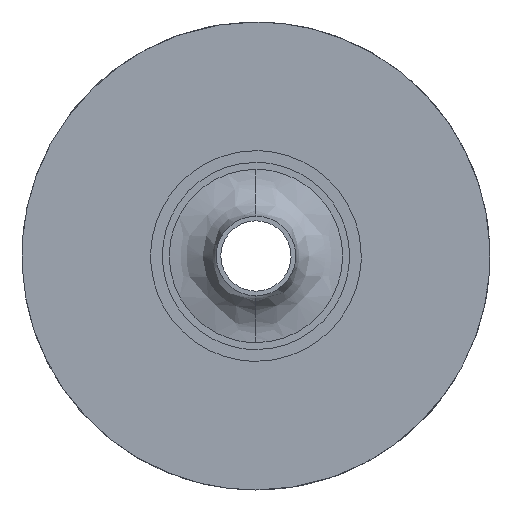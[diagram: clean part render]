
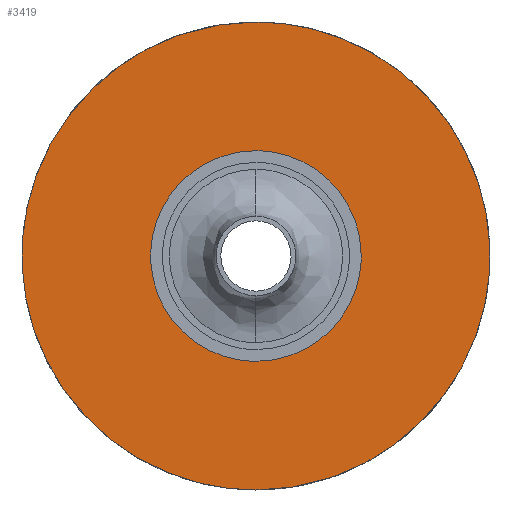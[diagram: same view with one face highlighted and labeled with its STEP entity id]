
A CAD part, left-side view. The second image highlights one B-rep face of the part: STEP entity #3419.
In plain terms, the highlighted free-form (B-spline) face has degree [1, 1] with [2, 2] control points.
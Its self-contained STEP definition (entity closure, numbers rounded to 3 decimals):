
#117 = EDGE_CURVE('',#118,#120,#122,.T.);
#118 = VERTEX_POINT('',#119);
#119 = CARTESIAN_POINT('',(-14.174,0.,45.561));
#120 = VERTEX_POINT('',#121);
#121 = CARTESIAN_POINT('',(-14.174,0.,
    -45.561));
#122 = ( BOUNDED_CURVE() B_SPLINE_CURVE(2,(#123,#124,#125,#126,#127),
.UNSPECIFIED.,.F.,.F.) B_SPLINE_CURVE_WITH_KNOTS((3,2,3),(0.,
1.571,3.142),.PIECEWISE_BEZIER_KNOTS.) CURVE() 
GEOMETRIC_REPRESENTATION_ITEM() RATIONAL_B_SPLINE_CURVE((1.,
0.707,1.,0.707,1.)) REPRESENTATION_ITEM('') );
#123 = CARTESIAN_POINT('',(-14.174,0.,45.561));
#124 = CARTESIAN_POINT('',(-14.174,45.561,
    45.561));
#125 = CARTESIAN_POINT('',(-14.174,45.561,
    0.));
#126 = CARTESIAN_POINT('',(-14.174,45.561,
    -45.561));
#127 = CARTESIAN_POINT('',(-14.174,0.,
    -45.561));
#1161 = VERTEX_POINT('',#1162);
#1162 = CARTESIAN_POINT('',(-14.174,0.,
    -101.246));
#1167 = EDGE_CURVE('',#1168,#1161,#1170,.T.);
#1168 = VERTEX_POINT('',#1169);
#1169 = CARTESIAN_POINT('',(-14.174,0.,101.246));
#1170 = ( BOUNDED_CURVE() B_SPLINE_CURVE(2,(#1171,#1172,#1173,#1174,
#1175),.UNSPECIFIED.,.F.,.F.) B_SPLINE_CURVE_WITH_KNOTS((3,2,3),(0.,
1.571,3.142),.PIECEWISE_BEZIER_KNOTS.) CURVE() 
GEOMETRIC_REPRESENTATION_ITEM() RATIONAL_B_SPLINE_CURVE((1.,
0.707,1.,0.707,1.)) REPRESENTATION_ITEM('') );
#1171 = CARTESIAN_POINT('',(-14.174,0.,101.246));
#1172 = CARTESIAN_POINT('',(-14.174,101.246,
    101.246));
#1173 = CARTESIAN_POINT('',(-14.174,101.246,
    0.));
#1174 = CARTESIAN_POINT('',(-14.174,101.246,
    -101.246));
#1175 = CARTESIAN_POINT('',(-14.174,0.,
    -101.246));
#1648 = EDGE_CURVE('',#1161,#1168,#1649,.T.);
#1649 = ( BOUNDED_CURVE() B_SPLINE_CURVE(2,(#1650,#1651,#1652,#1653,
#1654),.UNSPECIFIED.,.F.,.F.) B_SPLINE_CURVE_WITH_KNOTS((3,2,3),(
    3.142,4.712,6.283),
.PIECEWISE_BEZIER_KNOTS.) CURVE() GEOMETRIC_REPRESENTATION_ITEM() 
RATIONAL_B_SPLINE_CURVE((1.,0.707,1.,0.707,1.)) 
REPRESENTATION_ITEM('') );
#1650 = CARTESIAN_POINT('',(-14.174,0.,
    -101.246));
#1651 = CARTESIAN_POINT('',(-14.174,-101.246,
    -101.246));
#1652 = CARTESIAN_POINT('',(-14.174,-101.246,
    0.));
#1653 = CARTESIAN_POINT('',(-14.174,-101.246,
    101.246));
#1654 = CARTESIAN_POINT('',(-14.174,0.,
    101.246));
#3419 = ADVANCED_FACE('',(#3420,#3424),#3435,.T.);
#3420 = FACE_BOUND('',#3421,.T.);
#3421 = EDGE_LOOP('',(#3422,#3423));
#3422 = ORIENTED_EDGE('',*,*,#1167,.T.);
#3423 = ORIENTED_EDGE('',*,*,#1648,.T.);
#3424 = FACE_BOUND('',#3425,.T.);
#3425 = EDGE_LOOP('',(#3426,#3427));
#3426 = ORIENTED_EDGE('',*,*,#117,.F.);
#3427 = ORIENTED_EDGE('',*,*,#3428,.F.);
#3428 = EDGE_CURVE('',#120,#118,#3429,.T.);
#3429 = ( BOUNDED_CURVE() B_SPLINE_CURVE(2,(#3430,#3431,#3432,#3433,
#3434),.UNSPECIFIED.,.F.,.F.) B_SPLINE_CURVE_WITH_KNOTS((3,2,3),(
    3.142,4.712,6.283),
.PIECEWISE_BEZIER_KNOTS.) CURVE() GEOMETRIC_REPRESENTATION_ITEM() 
RATIONAL_B_SPLINE_CURVE((1.,0.707,1.,0.707,1.)) 
REPRESENTATION_ITEM('') );
#3430 = CARTESIAN_POINT('',(-14.174,0.,
    -45.561));
#3431 = CARTESIAN_POINT('',(-14.174,-45.561,
    -45.561));
#3432 = CARTESIAN_POINT('',(-14.174,-45.561,
    0.));
#3433 = CARTESIAN_POINT('',(-14.174,-45.561,
    45.561));
#3434 = CARTESIAN_POINT('',(-14.174,0.,
    45.561));
#3435 = B_SPLINE_SURFACE_WITH_KNOTS('',1,1,(
    (#3436,#3437)
    ,(#3438,#3439
    )),.UNSPECIFIED.,.F.,.F.,.F.,(2,2),(2,2),(-100.,100.),(-100.,100.),
  .PIECEWISE_BEZIER_KNOTS.);
#3436 = CARTESIAN_POINT('',(-14.174,-101.246,
    -101.246));
#3437 = CARTESIAN_POINT('',(-14.174,101.246,
    -101.246));
#3438 = CARTESIAN_POINT('',(-14.174,-101.246,
    101.246));
#3439 = CARTESIAN_POINT('',(-14.174,101.246,
    101.246));
